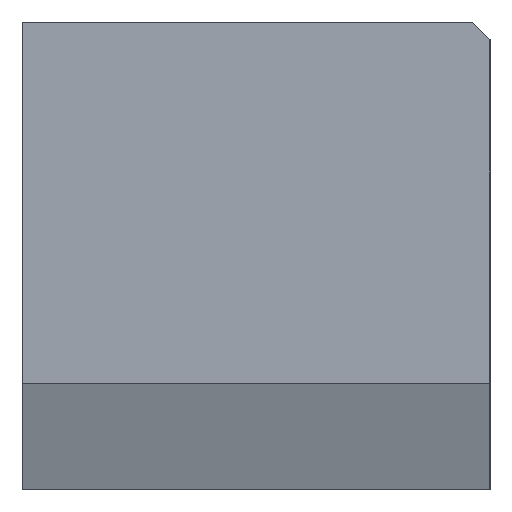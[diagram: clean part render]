
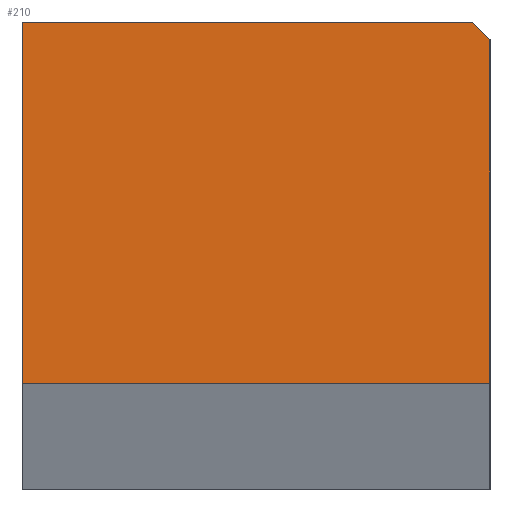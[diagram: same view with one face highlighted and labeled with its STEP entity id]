
A CAD part, left-side view. The second image highlights one B-rep face of the part: STEP entity #210.
In plain terms, the highlighted planar face has unit normal (-1, 0, 0).
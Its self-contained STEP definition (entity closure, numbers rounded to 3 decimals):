
#210=ADVANCED_FACE('NONE',(#499),#500,.F.);
#499=FACE_OUTER_BOUND('',#856,.T.);
#500=PLANE('',#857);
#856=EDGE_LOOP('',(#1565,#1566,#1567,#1568,#1569));
#857=AXIS2_PLACEMENT_3D('',#1570,#1571,#1572);
#1565=ORIENTED_EDGE('',*,*,#2223,.F.);
#1566=ORIENTED_EDGE('',*,*,#2463,.T.);
#1567=ORIENTED_EDGE('',*,*,#2464,.F.);
#1568=ORIENTED_EDGE('',*,*,#2388,.T.);
#1569=ORIENTED_EDGE('',*,*,#2465,.F.);
#1570=CARTESIAN_POINT('',(0.0,0.0,79.0));
#1571=DIRECTION('',(1.0,0.0,0.0));
#1572=DIRECTION('',(0.0,1.0,-0.0));
#2223=EDGE_CURVE('NONE',#2691,#2693,#2694,.T.);
#2388=EDGE_CURVE('NONE',#3020,#3018,#3021,.T.);
#2463=EDGE_CURVE('NONE',#2691,#3099,#3100,.T.);
#2464=EDGE_CURVE('NONE',#3020,#3099,#3101,.T.);
#2465=EDGE_CURVE('NONE',#2693,#3018,#3102,.T.);
#2691=VERTEX_POINT('NONE',#3349);
#2693=VERTEX_POINT('NONE',#3352);
#2694=LINE('',#3353,#3354);
#3018=VERTEX_POINT('NONE',#3838);
#3020=VERTEX_POINT('NONE',#3841);
#3021=LINE('',#3842,#3843);
#3099=VERTEX_POINT('NONE',#3967);
#3100=LINE('',#3968,#3969);
#3101=LINE('',#3970,#3971);
#3102=LINE('',#3972,#3973);
#3349=CARTESIAN_POINT('',(0.0,0.,76.0));
#3352=CARTESIAN_POINT('',(0.0,0.0,18.));
#3353=CARTESIAN_POINT('',(0.0,0.0,79.0));
#3354=VECTOR('',#4240,1000.0);
#3838=CARTESIAN_POINT('',(0.0,79.0,18.));
#3841=CARTESIAN_POINT('',(0.0,79.0,79.0));
#3842=CARTESIAN_POINT('',(0.0,79.0,79.0));
#3843=VECTOR('',#4408,1000.0);
#3967=CARTESIAN_POINT('',(0.0,3.0,79.0));
#3968=CARTESIAN_POINT('',(0.0,3.0,79.0));
#3969=VECTOR('',#4473,1000.0);
#3970=CARTESIAN_POINT('',(0.0,0.0,79.0));
#3971=VECTOR('',#4474,1000.0);
#3972=CARTESIAN_POINT('',(0.0,0.0,18.));
#3973=VECTOR('',#4475,1000.0);
#4240=DIRECTION('',(-0.0,-0.0,-1.0));
#4408=DIRECTION('',(-0.0,-0.0,-1.0));
#4473=DIRECTION('',(-0.0,0.707,0.707));
#4474=DIRECTION('',(-0.0,-1.0,-0.0));
#4475=DIRECTION('',(0.0,1.0,0.0));
